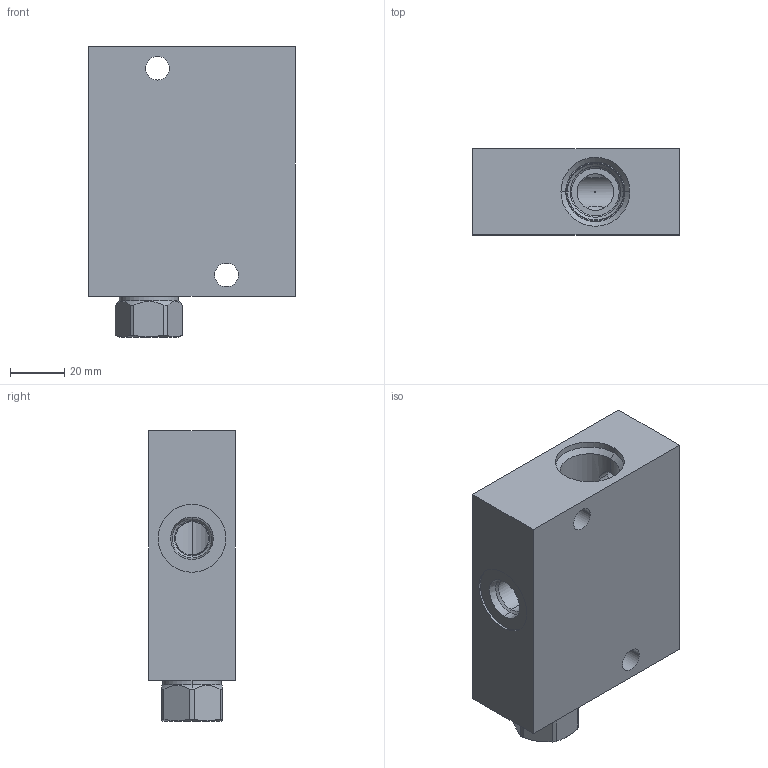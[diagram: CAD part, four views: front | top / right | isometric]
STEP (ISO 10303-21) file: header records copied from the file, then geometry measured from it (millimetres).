
FILE_DESCRIPTION((''),'2;1');
FILE_NAME('W3I_ASM','2019-09-24T',('ProEService'),(''),'PRO/ENGINEER BY PARAMETRIC TECHNOLOGY CORPORATION, 2014200','PRO/ENGINEER BY PARAMETRIC TECHNOLOGY CORPORATION, 2014200','');
FILE_SCHEMA(('CONFIG_CONTROL_DESIGN'));
Length unit declared in the file: inch
Products named in the file (3): 151-019-016; CXCDXCN; W3I_ASM
Assembly tree (2 placements, depth 2):
  W3I_ASM
    151-019-016
    CXCDXCN
Bounding box: 76.2 x 31.75 x 107.16 mm (x, y, z)
Volume: 187860.6 mm3; surface area: 41682.1 mm2
Topology: 4 solids, 4 shells, 269 faces, 883 edges, 713 vertices
Faces by surface type: cylinder 111, cone 71, plane 53, torus 22, revolution 8, sphere 4
Entity records: 11480 total; most frequent: CARTESIAN_POINT 3842, DIRECTION 1621, ORIENTED_EDGE 1284, EDGE_CURVE 642, AXIS2_PLACEMENT_3D 574, VECTOR 465, LINE 465, VERTEX_POINT 393
